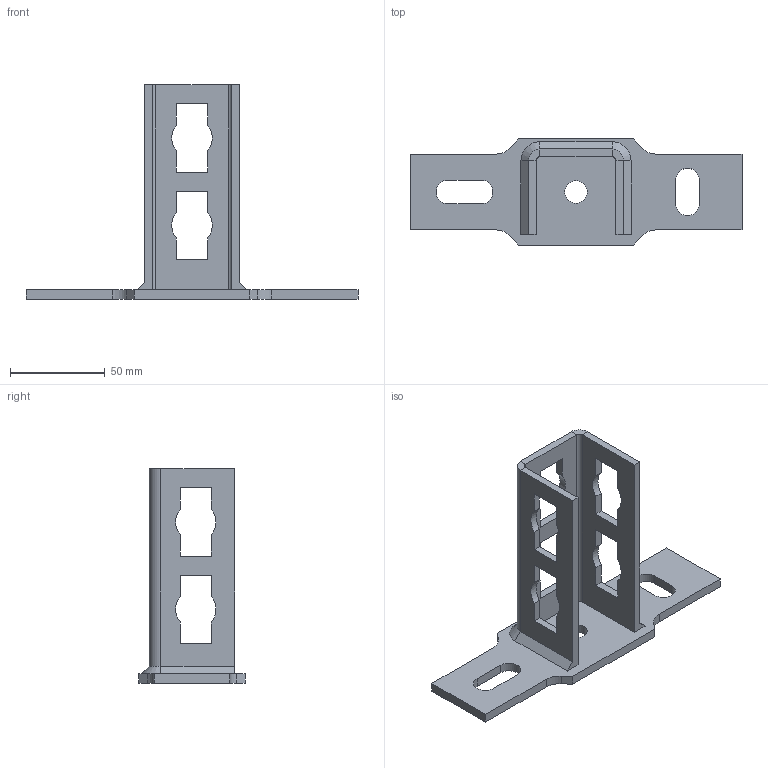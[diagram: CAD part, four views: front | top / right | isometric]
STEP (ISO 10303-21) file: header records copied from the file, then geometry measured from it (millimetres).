
FILE_DESCRIPTION((''),'2;1');
FILE_NAME('152307.stp','2013-04-08T15:56:25',('DMK009'),(''),'Autodesk Inventor 2012','Autodesk Inventor 2012','');
FILE_SCHEMA(('AUTOMOTIVE_DESIGN { 1 0 10303 214 1 1 1 1 }'));
Length unit declared in the file: millimetre
Products named in the file (1): 152307
Bounding box: 175 x 56 x 113 mm (x, y, z)
Volume: 78159.8 mm3; surface area: 41094.6 mm2
Topology: 1 solids, 1 shells, 203 faces, 558 edges, 368 vertices
Faces by surface type: plane 129, cylinder 70, cone 2, bspline 2
Full cylindrical faces by diameter (mm): 12 x1
Entity records: 6797 total; most frequent: CARTESIAN_POINT 1227, ORIENTED_EDGE 1114, DIRECTION 1103, EDGE_CURVE 557, VECTOR 415, LINE 415, VERTEX_POINT 368, AXIS2_PLACEMENT_3D 344
